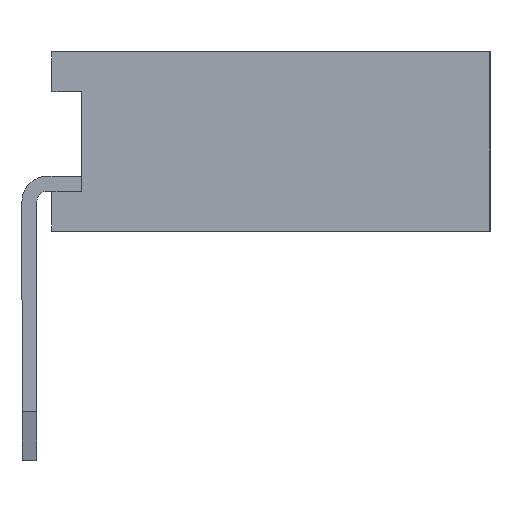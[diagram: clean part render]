
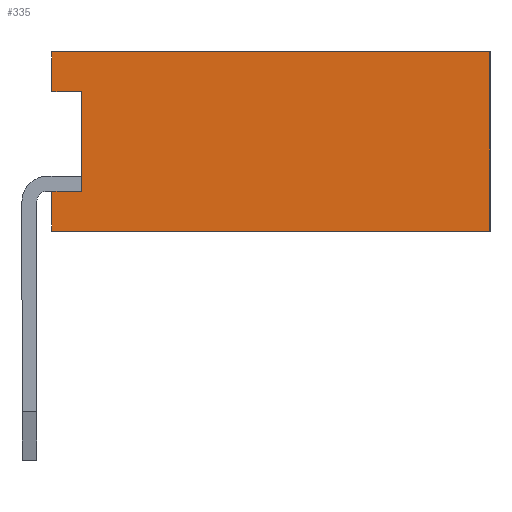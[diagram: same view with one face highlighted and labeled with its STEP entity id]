
A CAD part, left-side view. The second image highlights one B-rep face of the part: STEP entity #335.
In plain terms, the highlighted planar face has unit normal (-1, 0, 0).
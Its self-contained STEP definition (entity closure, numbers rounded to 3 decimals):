
#335=ADVANCED_FACE('',(#11560),#11562,.T.);
#11560=FACE_BOUND('',#11561,.T.);
#11561=EDGE_LOOP('',(#20531,#20532,#20533,#20534,#20535,#20536,#20537,#20538));
#11562=PLANE('',#11563);
#11563=AXIS2_PLACEMENT_3D('',#11564,#11565,#11566);
#11564=CARTESIAN_POINT('',(-0.635,-4.625,0.));
#11565=DIRECTION('',(-1.,0.,0.));
#11566=DIRECTION('',(0.,0.,1.));
#20531=ORIENTED_EDGE('',*,*,#27149,.T.);
#20532=ORIENTED_EDGE('',*,*,#27245,.T.);
#20533=ORIENTED_EDGE('',*,*,#27058,.T.);
#20534=ORIENTED_EDGE('',*,*,#27244,.F.);
#20535=ORIENTED_EDGE('',*,*,#27246,.F.);
#20536=ORIENTED_EDGE('',*,*,#27247,.T.);
#20537=ORIENTED_EDGE('',*,*,#27248,.T.);
#20538=ORIENTED_EDGE('',*,*,#27239,.F.);
#27058=EDGE_CURVE('',#30423,#30420,#30424,.F.);
#27149=EDGE_CURVE('',#30605,#30603,#30606,.F.);
#27239=EDGE_CURVE('',#30605,#30778,#30779,.T.);
#27244=EDGE_CURVE('',#30785,#30420,#30787,.T.);
#27245=EDGE_CURVE('',#30603,#30423,#30788,.T.);
#27246=EDGE_CURVE('',#30789,#30785,#30790,.T.);
#27247=EDGE_CURVE('',#30789,#30791,#30792,.T.);
#27248=EDGE_CURVE('',#30791,#30778,#30793,.T.);
#30420=VERTEX_POINT('',#35941);
#30423=VERTEX_POINT('',#35946);
#30424=LINE('',#35947,#35948);
#30603=VERTEX_POINT('',#36306);
#30605=VERTEX_POINT('',#36310);
#30606=LINE('',#36311,#36312);
#30778=VERTEX_POINT('',#36663);
#30779=LINE('',#36664,#36665);
#30785=VERTEX_POINT('',#36678);
#30787=LINE('',#36682,#36683);
#30788=LINE('',#36685,#36686);
#30789=VERTEX_POINT('',#36688);
#30790=LINE('',#36689,#36690);
#30791=VERTEX_POINT('',#36692);
#30792=LINE('',#36693,#36694);
#30793=LINE('',#36696,#36697);
#35941=CARTESIAN_POINT('',(-0.635,-0.225,0.4));
#35946=CARTESIAN_POINT('',(-0.635,-0.525,0.4));
#35947=CARTESIAN_POINT('',(-0.635,-0.225,0.4));
#35948=VECTOR('',#35949,1.);
#35949=DIRECTION('',(0.,-1.,0.));
#36306=CARTESIAN_POINT('',(-0.635,-0.525,1.4));
#36310=CARTESIAN_POINT('',(-0.635,-0.225,1.4));
#36311=CARTESIAN_POINT('',(-0.635,-0.525,1.4));
#36312=VECTOR('',#36313,1.);
#36313=DIRECTION('',(0.,1.,0.));
#36663=CARTESIAN_POINT('',(-0.635,-0.225,1.8));
#36664=CARTESIAN_POINT('',(-0.635,-0.225,1.4));
#36665=VECTOR('',#36666,1.);
#36666=DIRECTION('',(0.,0.,1.));
#36678=CARTESIAN_POINT('',(-0.635,-0.225,0.));
#36682=CARTESIAN_POINT('',(-0.635,-0.225,0.));
#36683=VECTOR('',#36684,1.);
#36684=DIRECTION('',(0.,0.,1.));
#36685=CARTESIAN_POINT('',(-0.635,-0.525,1.4));
#36686=VECTOR('',#36687,1.);
#36687=DIRECTION('',(0.,0.,-1.));
#36688=CARTESIAN_POINT('',(-0.635,-4.625,0.));
#36689=CARTESIAN_POINT('',(-0.635,-4.625,0.));
#36690=VECTOR('',#36691,1.);
#36691=DIRECTION('',(0.,1.,0.));
#36692=CARTESIAN_POINT('',(-0.635,-4.625,1.8));
#36693=CARTESIAN_POINT('',(-0.635,-4.625,0.));
#36694=VECTOR('',#36695,1.);
#36695=DIRECTION('',(0.,0.,1.));
#36696=CARTESIAN_POINT('',(-0.635,-4.625,1.8));
#36697=VECTOR('',#36698,1.);
#36698=DIRECTION('',(0.,1.,0.));
